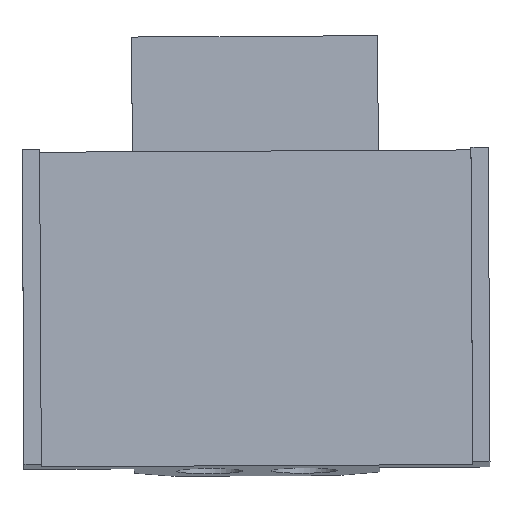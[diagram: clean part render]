
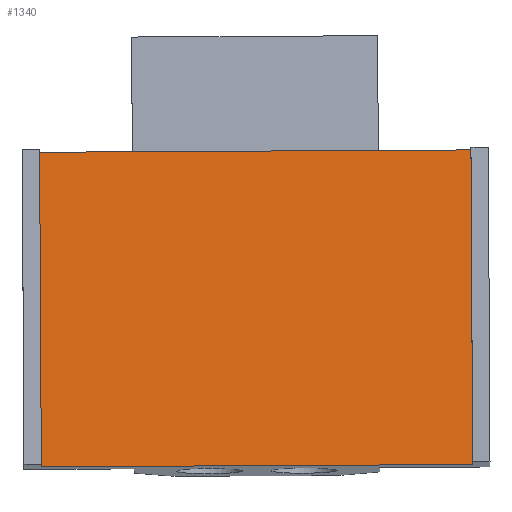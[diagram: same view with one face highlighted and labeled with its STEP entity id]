
A CAD part, top view. The second image highlights one B-rep face of the part: STEP entity #1340.
In plain terms, the highlighted face is planar.
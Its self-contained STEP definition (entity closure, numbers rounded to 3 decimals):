
#174=FACE_OUTER_BOUND('',#238,.T.);
#238=EDGE_LOOP('',(#945,#946,#947,#948));
#349=LINE('',#1885,#472);
#356=LINE('',#1898,#479);
#359=LINE('',#1905,#482);
#360=LINE('',#1906,#483);
#472=VECTOR('',#1548,10.);
#479=VECTOR('',#1557,10.);
#482=VECTOR('',#1564,10.);
#483=VECTOR('',#1565,10.);
#592=VERTEX_POINT('',#1882);
#593=VERTEX_POINT('',#1884);
#598=VERTEX_POINT('',#1896);
#600=VERTEX_POINT('',#1904);
#727=EDGE_CURVE('',#592,#593,#349,.F.);
#734=EDGE_CURVE('',#598,#592,#356,.T.);
#737=EDGE_CURVE('',#600,#598,#359,.F.);
#738=EDGE_CURVE('',#593,#600,#360,.F.);
#945=ORIENTED_EDGE('',*,*,#727,.F.);
#946=ORIENTED_EDGE('',*,*,#734,.F.);
#947=ORIENTED_EDGE('',*,*,#737,.F.);
#948=ORIENTED_EDGE('',*,*,#738,.F.);
#1302=PLANE('',#1420);
#1340=ADVANCED_FACE('',(#174),#1302,.F.);
#1420=AXIS2_PLACEMENT_3D('',#1903,#1562,#1563);
#1548=DIRECTION('',(-1.,0.,0.));
#1557=DIRECTION('',(0.,1.,0.));
#1562=DIRECTION('center_axis',(0.,0.,
-1.));
#1563=DIRECTION('ref_axis',(-1.,0.,0.));
#1564=DIRECTION('',(1.,0.,0.));
#1565=DIRECTION('',(0.,1.,0.));
#1882=CARTESIAN_POINT('',(16.155,146.486,2.006));
#1884=CARTESIAN_POINT('',(29.877,146.486,2.006));
#1885=CARTESIAN_POINT('',(20.127,146.486,2.006));
#1896=CARTESIAN_POINT('',(16.155,136.446,2.006));
#1898=CARTESIAN_POINT('',(16.155,132.946,2.006));
#1903=CARTESIAN_POINT('Origin',(17.25,144.696,2.006));
#1904=CARTESIAN_POINT('',(29.877,136.446,2.006));
#1905=CARTESIAN_POINT('',(20.127,136.446,2.006));
#1906=CARTESIAN_POINT('',(29.877,132.946,2.006));
